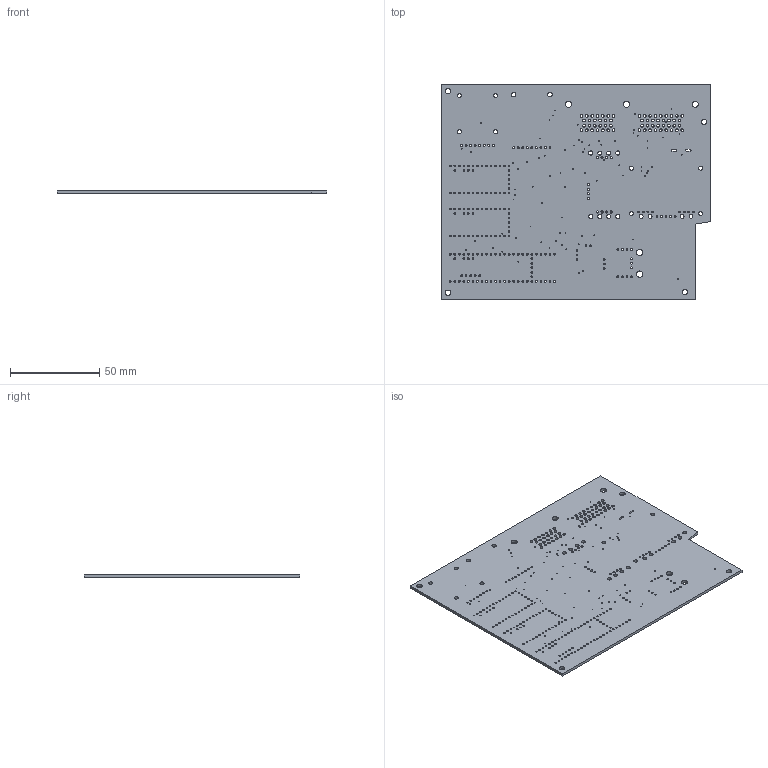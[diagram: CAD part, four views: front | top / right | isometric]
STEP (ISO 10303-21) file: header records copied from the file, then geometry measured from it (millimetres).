
FILE_DESCRIPTION(('for SolidWorks'),'2;1');
FILE_NAME('School and Work (post Aug''DAQ Rev 2 3D Model.step', '2019-09-27T12:01:14',('m_sav'),(''),'Open CASCADE STEP processor 6.6' ,'DipTrace','Unknown');
FILE_SCHEMA(('AUTOMOTIVE_DESIGN { 1 0 10303 214 1 1 1 1 }'));
Length unit declared in the file: millimetre
Products named in the file (2): PCB_DAQ_Rev_2_3D_Model; Board_DAQ_Rev_2_3D_Model
Assembly tree (1 placements, depth 2):
  PCB_DAQ_Rev_2_3D_Model
    Board_DAQ_Rev_2_3D_Model
Bounding box: 151.13 x 120.65 x 1.59 mm (x, y, z)
Volume: 27699.9 mm3; surface area: 37724.6 mm2
Topology: 1 solids, 1 shells, 411 faces, 1227 edges, 818 vertices
Faces by surface type: cylinder 365, plane 46
Full cylindrical faces by diameter (mm): 0.486 x77, 0.9 x74, 0.965 x70, 1.05 x41, 1.2 x12, 1.5 x60, 2.18 x4, 2.2 x4, 2.24 x4, 2.29 x4, 2.3 x4, 2.54 x2, 3 x4, 3.4 x3, 3.556 x2
Entity records: 15756 total; most frequent: DIRECTION 2783, CARTESIAN_POINT 2458, ORIENTED_EDGE 2454, EDGE_CURVE 1227, FACE_BOUND 1145, EDGE_LOOP 1145, AXIS2_PLACEMENT_3D 1143, VERTEX_POINT 818
